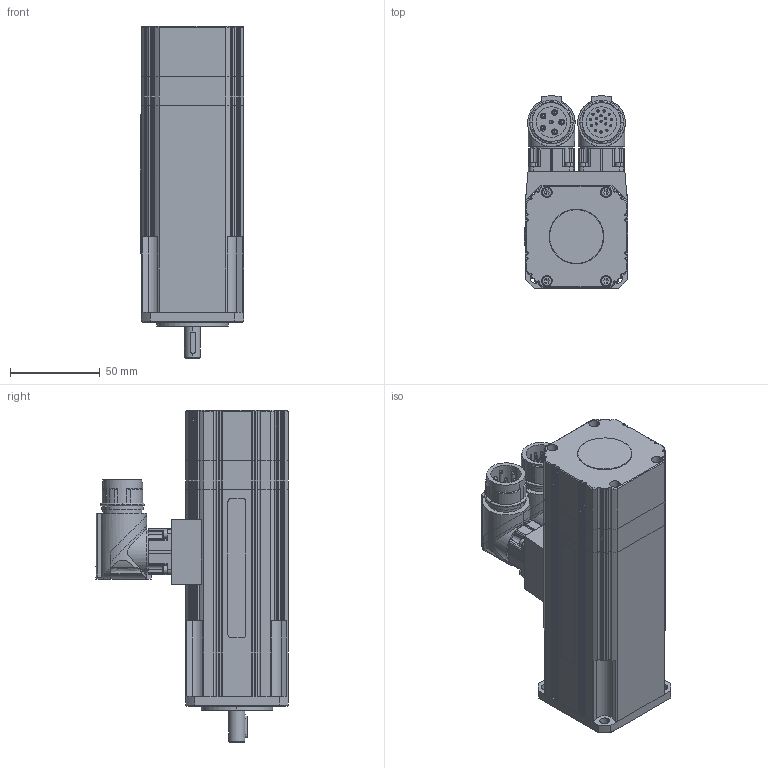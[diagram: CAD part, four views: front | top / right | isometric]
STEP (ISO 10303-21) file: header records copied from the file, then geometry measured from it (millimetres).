
FILE_DESCRIPTION((''),'2;1');
FILE_NAME('FP-105 + Encoder Quantum QR12 + Fre Keb 02-1.stp','2013-04-12T11:36:43',('arodrigo'),(''),'Autodesk Inventor 9','Autodesk Inventor 9','');
FILE_SCHEMA(('AUTOMOTIVE_DESIGN { 1 0 10303 214 1 1 1 1 }'));
Length unit declared in the file: millimetre
Products named in the file (1): Pieza1
Bounding box: 57.5 x 107.15 x 185.25 mm (x, y, z)
Volume: 579385.8 mm3; surface area: 74170.7 mm2
Topology: 24 solids, 24 shells, 1605 faces, 4083 edges, 2496 vertices
Faces by surface type: cylinder 748, plane 543, cone 118, bspline 98, torus 52, sphere 46
Entity records: 49214 total; most frequent: CARTESIAN_POINT 10944, DIRECTION 8303, ORIENTED_EDGE 7902, EDGE_CURVE 3951, AXIS2_PLACEMENT_3D 3209, VERTEX_POINT 2496, VECTOR 1885, LINE 1885
